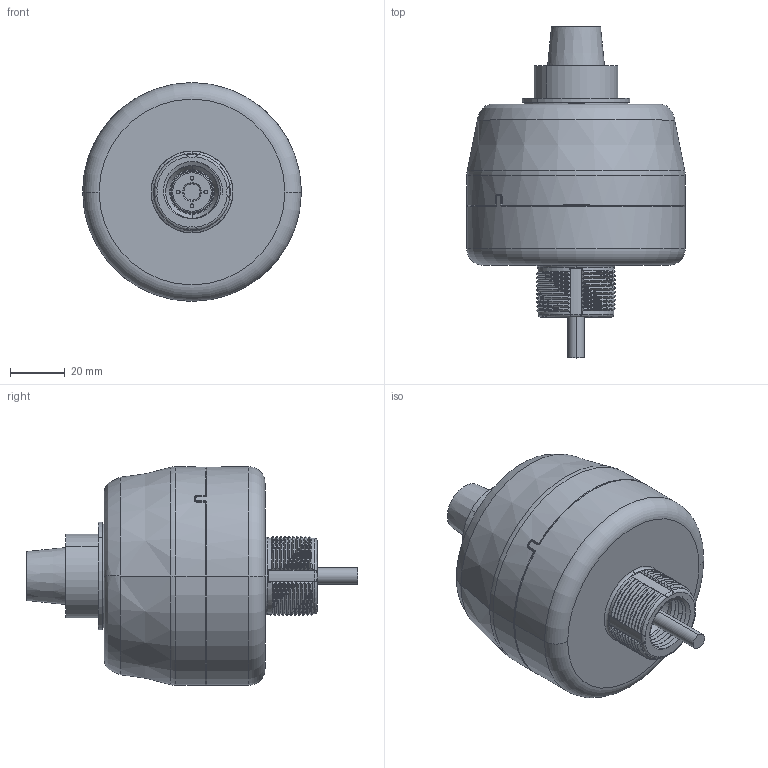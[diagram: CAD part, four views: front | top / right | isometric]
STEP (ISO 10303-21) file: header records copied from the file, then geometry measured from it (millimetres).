
FILE_DESCRIPTION((''),'2;1');
FILE_NAME('212799_ASM','2019-06-26T10:41:16',('pdmadmin'),('BANNER ENGINEERING'),'CREO PARAMETRIC BY PTC INC, 2018300','CREO PARAMETRIC BY PTC INC, 2018300','');
FILE_SCHEMA(('CONFIG_CONTROL_DESIGN'));
Products named in the file (15): 159982; 62676; 168700; CABLE_592; 197063_ASM; 160390; 159984; 197062_ASM; 197061_PART1; 205756_001; 205756_002; 205756-004; 205746_ASM_ASM; 205756_ASM; 212799_ASM
Assembly tree (14 placements, depth 4):
  212799_ASM
    197063_ASM
      159982
      62676
      168700
      CABLE_592
    160390
    197062_ASM
      159984
    197061_PART1
    205756_ASM
      205746_ASM_ASM
        205756_001
        205756_002
        205756-004
Bounding box: 80 x 121.55 x 80 mm (x, y, z)
Volume: 110189.7 mm3; surface area: 63225.7 mm2
Topology: 10 solids, 10 shells, 719 faces, 1837 edges, 1167 vertices
Faces by surface type: cylinder 237, bspline 203, plane 132, torus 96, cone 41, sphere 10
Entity records: 70607 total; most frequent: CARTESIAN_POINT 54244, ORIENTED_EDGE 3674, DIRECTION 2912, EDGE_CURVE 1837, VERTEX_POINT 1167, AXIS2_PLACEMENT_3D 1155, EDGE_LOOP 762, FACE_OUTER_BOUND 719
